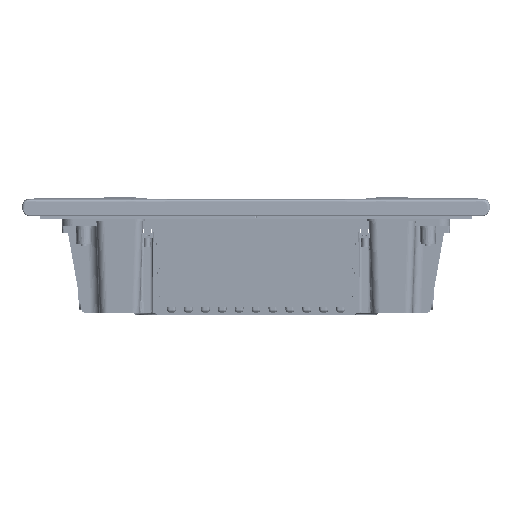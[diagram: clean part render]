
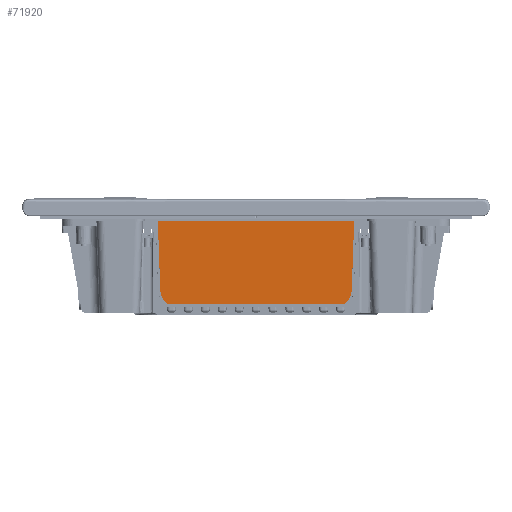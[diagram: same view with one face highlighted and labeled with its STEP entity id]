
A CAD part, front view. The second image highlights one B-rep face of the part: STEP entity #71920.
In plain terms, the highlighted planar face has unit normal (0, -0.999, -0.035).
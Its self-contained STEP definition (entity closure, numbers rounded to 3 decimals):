
#8373 = CARTESIAN_POINT ( 'NONE',  ( 81.849, -290.386, 11.619 ) ) ;
#8550 = DIRECTION ( 'NONE',  ( 0., 0.999, 0.035 ) ) ;
#9979 = CARTESIAN_POINT ( 'NONE',  ( 82.808, -290.442, 13.231 ) ) ;
#11547 = CARTESIAN_POINT ( 'NONE',  ( 83.081, -290.462, 13.796 ) ) ;
#13884 = B_SPLINE_CURVE_WITH_KNOTS ( 'NONE', 3,
 ( #244552, #293702, #272369, #46146, #92076, #170770, #119944, #69083, #269110, #195309, #192123, #146186, #96933, #246155, #144570, #98589, #165955, #72338, #47725 ),
 .UNSPECIFIED., .F., .F.,
 ( 4, 3, 3, 3, 3, 3, 4 ),
 ( 0., 0.207, 0.339, 0.472, 0.736, 0.868, 1. ),
 .UNSPECIFIED. ) ;
#14851 = CARTESIAN_POINT ( 'NONE',  ( 79.859, -290.298, 9.12 ) ) ;
#18567 = LINE ( 'NONE', #120201, #235695 ) ;
#19284 = DIRECTION ( 'NONE',  ( -1., 0., 0. ) ) ;
#22115 = VECTOR ( 'NONE', #19284, 1000. ) ;
#30151 = CARTESIAN_POINT ( 'NONE',  ( 79.143, -290.275, 8.452 ) ) ;
#37715 = VERTEX_POINT ( 'NONE', #242001 ) ;
#39430 = CARTESIAN_POINT ( 'NONE',  ( 84.047, -290.542, 16.095 ) ) ;
#43376 = CIRCLE ( 'NONE', #200398, 2.049 ) ;
#44747 = CARTESIAN_POINT ( 'NONE',  ( -77.745, -290.256, 7.901 ) ) ;
#46146 = CARTESIAN_POINT ( 'NONE',  ( -81.112, -290.351, 10.613 ) ) ;
#47725 = CARTESIAN_POINT ( 'NONE',  ( -84.868, -290.714, 21.019 ) ) ;
#52966 = ORIENTED_EDGE ( 'NONE', *, *, #296239, .F. ) ;
#58138 = CARTESIAN_POINT ( 'NONE',  ( -79.143, -290.275, 8.452 ) ) ;
#59138 = CARTESIAN_POINT ( 'NONE',  ( 84.868, -290.714, 21.019 ) ) ;
#60057 = DIRECTION ( 'NONE',  ( 1., 0., 0. ) ) ;
#62418 = CARTESIAN_POINT ( 'NONE',  ( 84.846, -290.692, 20.39 ) ) ;
#63994 = CARTESIAN_POINT ( 'NONE',  ( 84.791, -290.67, 19.764 ) ) ;
#67853 = CARTESIAN_POINT ( 'NONE',  ( 50., -291.152, 33.551 ) ) ;
#69055 = DIRECTION ( 'NONE',  ( 0., 0.999, 0.035 ) ) ;
#69083 = CARTESIAN_POINT ( 'NONE',  ( -82.507, -290.423, 12.682 ) ) ;
#71920 = ADVANCED_FACE ( 'NONE', ( #290810 ), #215395, .T. ) ;
#72338 = CARTESIAN_POINT ( 'NONE',  ( -84.846, -290.692, 20.39 ) ) ;
#85333 = CARTESIAN_POINT ( 'NONE',  ( 84.497, -290.605, 17.905 ) ) ;
#90180 = CARTESIAN_POINT ( 'NONE',  ( 82.506, -290.423, 12.681 ) ) ;
#92076 = CARTESIAN_POINT ( 'NONE',  ( -81.492, -290.368, 11.105 ) ) ;
#94025 = DIRECTION ( 'NONE',  ( 0., -0.999, -0.035 ) ) ;
#96933 = CARTESIAN_POINT ( 'NONE',  ( -84.346, -290.584, 17.297 ) ) ;
#98589 = CARTESIAN_POINT ( 'NONE',  ( -84.704, -290.648, 19.144 ) ) ;
#111552 = CARTESIAN_POINT ( 'NONE',  ( 81.493, -290.368, 11.107 ) ) ;
#113240 = CARTESIAN_POINT ( 'NONE',  ( 82.177, -290.404, 12.15 ) ) ;
#114847 = CARTESIAN_POINT ( 'NONE',  ( 84.617, -290.627, 18.522 ) ) ;
#115433 = ORIENTED_EDGE ( 'NONE', *, *, #316854, .F. ) ;
#116679 = ORIENTED_EDGE ( 'NONE', *, *, #318091, .F. ) ;
#118299 = DIRECTION ( 'NONE',  ( 0., 0.035, -0.999 ) ) ;
#119944 = CARTESIAN_POINT ( 'NONE',  ( -82.177, -290.404, 12.15 ) ) ;
#120201 = CARTESIAN_POINT ( 'NONE',  ( -88.071, -292.826, 81.501 ) ) ;
#120229 = EDGE_CURVE ( 'NONE', #315511, #242074, #13884, .T. ) ;
#121277 = VERTEX_POINT ( 'NONE', #200459 ) ;
#130234 = VECTOR ( 'NONE', #246367, 1000. ) ;
#134619 = CARTESIAN_POINT ( 'NONE',  ( 84.346, -290.584, 17.297 ) ) ;
#135060 = EDGE_CURVE ( 'NONE', #37715, #273744, #218366, .T. ) ;
#144570 = CARTESIAN_POINT ( 'NONE',  ( -84.617, -290.627, 18.522 ) ) ;
#144772 = AXIS2_PLACEMENT_3D ( 'NONE', #293674, #69055, #118299 ) ;
#145010 = CIRCLE ( 'NONE', #144772, 2.049 ) ;
#146186 = CARTESIAN_POINT ( 'NONE',  ( -84.045, -290.542, 16.085 ) ) ;
#159197 = CARTESIAN_POINT ( 'NONE',  ( 79.143, -290.275, 8.452 ) ) ;
#162610 = CARTESIAN_POINT ( 'NONE',  ( -77.745, -290.327, 9.949 ) ) ;
#165955 = CARTESIAN_POINT ( 'NONE',  ( -84.791, -290.67, 19.765 ) ) ;
#168474 = LINE ( 'NONE', #214412, #22115 ) ;
#170770 = CARTESIAN_POINT ( 'NONE',  ( -81.847, -290.386, 11.617 ) ) ;
#173485 = ORIENTED_EDGE ( 'NONE', *, *, #135060, .F. ) ;
#176488 = EDGE_CURVE ( 'NONE', #221205, #315511, #43376, .T. ) ;
#180540 = CARTESIAN_POINT ( 'NONE',  ( -86.98, -292.826, 81.501 ) ) ;
#192123 = CARTESIAN_POINT ( 'NONE',  ( -83.623, -290.501, 14.918 ) ) ;
#192172 = ORIENTED_EDGE ( 'NONE', *, *, #120229, .F. ) ;
#192338 = CARTESIAN_POINT ( 'NONE',  ( 87.048, -292.894, 83.449 ) ) ;
#195309 = CARTESIAN_POINT ( 'NONE',  ( -83.081, -290.462, 13.796 ) ) ;
#200398 = AXIS2_PLACEMENT_3D ( 'NONE', #162610, #8550, #236339 ) ;
#200459 = CARTESIAN_POINT ( 'NONE',  ( 86.98, -292.826, 81.501 ) ) ;
#211577 = CARTESIAN_POINT ( 'NONE',  ( 83.624, -290.501, 14.919 ) ) ;
#214412 = CARTESIAN_POINT ( 'NONE',  ( 77.745, -290.256, 7.901 ) ) ;
#215395 = PLANE ( 'NONE',  #296295 ) ;
#218366 = B_SPLINE_CURVE_WITH_KNOTS ( 'NONE', 3,
 ( #59138, #62418, #63994, #283729, #114847, #85333, #134619, #39430, #211577, #11547, #9979, #90180, #113240, #8373, #111552, #285372, #311559, #14851, #159197 ),
 .UNSPECIFIED., .F., .F.,
 ( 4, 3, 3, 3, 3, 3, 4 ),
 ( 0., 0.133, 0.266, 0.53, 0.662, 0.794, 1. ),
 .UNSPECIFIED. ) ;
#221205 = VERTEX_POINT ( 'NONE', #44747 ) ;
#223715 = CARTESIAN_POINT ( 'NONE',  ( -84.868, -290.714, 21.019 ) ) ;
#227977 = CARTESIAN_POINT ( 'NONE',  ( 77.745, -290.256, 7.901 ) ) ;
#235695 = VECTOR ( 'NONE', #60057, 1000. ) ;
#236339 = DIRECTION ( 'NONE',  ( 0., 0.035, -0.999 ) ) ;
#237358 = ORIENTED_EDGE ( 'NONE', *, *, #312028, .F. ) ;
#242001 = CARTESIAN_POINT ( 'NONE',  ( 84.868, -290.714, 21.019 ) ) ;
#242074 = VERTEX_POINT ( 'NONE', #223715 ) ;
#243201 = EDGE_CURVE ( 'NONE', #315980, #221205, #168474, .T. ) ;
#243627 = DIRECTION ( 'NONE',  ( -0.035, -0.035, 0.999 ) ) ;
#244552 = CARTESIAN_POINT ( 'NONE',  ( -79.143, -290.275, 8.452 ) ) ;
#246155 = CARTESIAN_POINT ( 'NONE',  ( -84.497, -290.605, 17.903 ) ) ;
#246367 = DIRECTION ( 'NONE',  ( -0.035, 0.035, -0.999 ) ) ;
#246861 = CARTESIAN_POINT ( 'NONE',  ( -84.868, -290.714, 21.019 ) ) ;
#251419 = EDGE_LOOP ( 'NONE', ( #237358, #115433, #116679, #192172, #263866, #299354, #52966, #173485 ) ) ;
#263866 = ORIENTED_EDGE ( 'NONE', *, *, #176488, .F. ) ;
#269110 = CARTESIAN_POINT ( 'NONE',  ( -82.81, -290.442, 13.235 ) ) ;
#271118 = DIRECTION ( 'NONE',  ( -1., 0., 0. ) ) ;
#272369 = CARTESIAN_POINT ( 'NONE',  ( -80.517, -290.324, 9.842 ) ) ;
#272701 = VECTOR ( 'NONE', #243627, 1000. ) ;
#273744 = VERTEX_POINT ( 'NONE', #30151 ) ;
#283729 = CARTESIAN_POINT ( 'NONE',  ( 84.704, -290.648, 19.144 ) ) ;
#285372 = CARTESIAN_POINT ( 'NONE',  ( 81.112, -290.351, 10.613 ) ) ;
#290810 = FACE_OUTER_BOUND ( 'NONE', #251419, .T. ) ;
#293674 = CARTESIAN_POINT ( 'NONE',  ( 77.745, -290.327, 9.949 ) ) ;
#293702 = CARTESIAN_POINT ( 'NONE',  ( -79.861, -290.298, 9.121 ) ) ;
#296239 = EDGE_CURVE ( 'NONE', #273744, #315980, #145010, .T. ) ;
#296295 = AXIS2_PLACEMENT_3D ( 'NONE', #67853, #94025, #271118 ) ;
#297701 = LINE ( 'NONE', #246861, #272701 ) ;
#299354 = ORIENTED_EDGE ( 'NONE', *, *, #243201, .F. ) ;
#306473 = VERTEX_POINT ( 'NONE', #180540 ) ;
#311559 = CARTESIAN_POINT ( 'NONE',  ( 80.517, -290.324, 9.843 ) ) ;
#312028 = EDGE_CURVE ( 'NONE', #121277, #37715, #316874, .T. ) ;
#315511 = VERTEX_POINT ( 'NONE', #58138 ) ;
#315980 = VERTEX_POINT ( 'NONE', #227977 ) ;
#316854 = EDGE_CURVE ( 'NONE', #306473, #121277, #18567, .T. ) ;
#316874 = LINE ( 'NONE', #192338, #130234 ) ;
#318091 = EDGE_CURVE ( 'NONE', #242074, #306473, #297701, .T. ) ;
